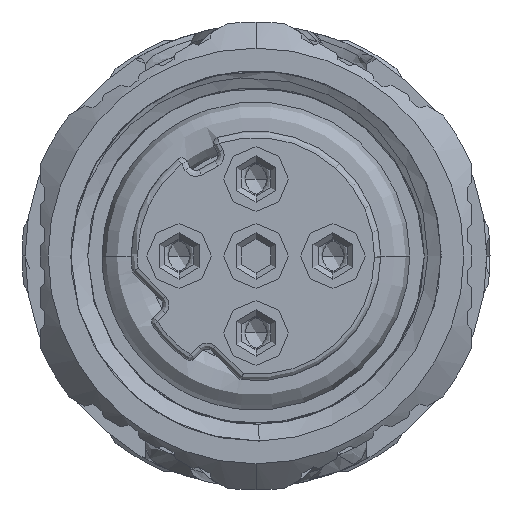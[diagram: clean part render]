
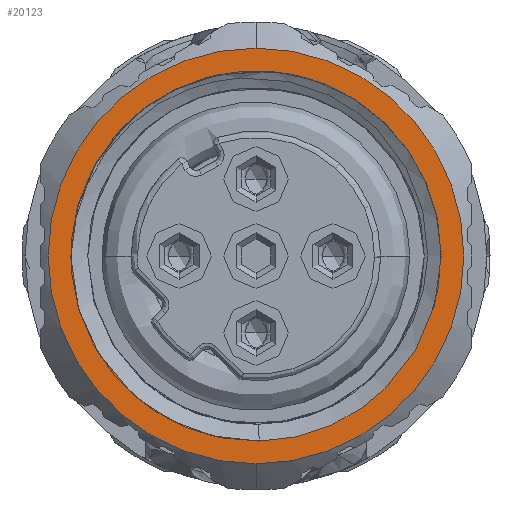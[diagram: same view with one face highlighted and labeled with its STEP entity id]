
A CAD part, front view. The second image highlights one B-rep face of the part: STEP entity #20123.
In plain terms, the highlighted planar face has unit normal (0, -1, 0).
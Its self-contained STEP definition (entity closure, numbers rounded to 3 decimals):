
#2191=CARTESIAN_POINT('',(0.,-127.2,0.));
#2192=DIRECTION('',(0.,1.,0.));
#2193=DIRECTION('',(0.,0.,-1.));
#2194=AXIS2_PLACEMENT_3D('',#2191,#2192,#2193);
#2196=CARTESIAN_POINT('',(0.,-127.2,0.));
#2197=DIRECTION('',(0.,1.,0.));
#2198=DIRECTION('',(0.,0.,1.));
#2199=AXIS2_PLACEMENT_3D('',#2196,#2197,#2198);
#2201=CARTESIAN_POINT('',(0.102,-127.2,
-6.012));
#2202=CARTESIAN_POINT('',(0.554,-127.2,
-6.004));
#2203=CARTESIAN_POINT('',(1.432,-127.2,
-5.894));
#2204=CARTESIAN_POINT('',(2.705,-127.2,
-5.428));
#2205=CARTESIAN_POINT('',(3.826,-127.2,
-4.705));
#2206=CARTESIAN_POINT('',(4.762,-127.2,
-3.754));
#2207=CARTESIAN_POINT('',(5.469,-127.2,
-2.621));
#2208=CARTESIAN_POINT('',(5.913,-127.2,
-1.347));
#2209=CARTESIAN_POINT('',(6.015,-127.2,
-0.458));
#2210=CARTESIAN_POINT('',(6.015,-127.2,
0.));
#2212=CARTESIAN_POINT('',(6.015,-127.2,
0.));
#2213=CARTESIAN_POINT('',(6.015,-127.2,
0.457));
#2214=CARTESIAN_POINT('',(5.914,-127.2,1.345));
#2215=CARTESIAN_POINT('',(5.466,-127.2,2.632));
#2216=CARTESIAN_POINT('',(4.741,-127.2,3.782));
#2217=CARTESIAN_POINT('',(3.796,-127.2,4.73));
#2218=CARTESIAN_POINT('',(2.649,-127.2,5.457));
#2219=CARTESIAN_POINT('',(1.367,-127.2,5.91));
#2220=CARTESIAN_POINT('',(0.019,-127.2,
6.066));
#2221=CARTESIAN_POINT('',(-1.329,-127.2,
5.918));
#2222=CARTESIAN_POINT('',(-2.61,-127.2,
5.475));
#2223=CARTESIAN_POINT('',(-3.761,-127.2,
4.758));
#2224=CARTESIAN_POINT('',(-4.718,-127.2,
3.812));
#2225=CARTESIAN_POINT('',(-5.456,-127.2,
2.654));
#2226=CARTESIAN_POINT('',(-5.916,-127.201,
1.347));
#2227=CARTESIAN_POINT('',(-6.012,-127.198,
0.451));
#2228=CARTESIAN_POINT('',(-6.011,-127.198,
-0.006));
#2910=CARTESIAN_POINT('',(0.102,-127.2,
-6.012));
#2911=CARTESIAN_POINT('',(-0.355,-127.2,
-6.019));
#2912=CARTESIAN_POINT('',(-1.244,-127.2,
-5.931));
#2913=CARTESIAN_POINT('',(-2.538,-127.2,
-5.505));
#2914=CARTESIAN_POINT('',(-3.7,-127.2,
-4.801));
#2915=CARTESIAN_POINT('',(-4.678,-127.2,
-3.855));
#2916=CARTESIAN_POINT('',(-5.419,-127.2,
-2.716));
#2917=CARTESIAN_POINT('',(-5.888,-127.2,
-1.436));
#2918=CARTESIAN_POINT('',(-6.003,-127.2,
-0.549));
#2919=CARTESIAN_POINT('',(-6.01,-127.2,
-0.093));
#2921=CARTESIAN_POINT('',(-6.01,-127.2,
-0.093));
#2922=CARTESIAN_POINT('',(-6.01,-127.2,
-0.082));
#2923=CARTESIAN_POINT('',(-6.011,-127.2,
-0.063));
#2924=CARTESIAN_POINT('',(-6.01,-127.201,
-0.029));
#2925=CARTESIAN_POINT('',(-6.011,-127.198,
-0.015));
#2926=CARTESIAN_POINT('',(-6.011,-127.198,
-0.006));
#15782=CARTESIAN_POINT('',(0.,-127.2,6.75));
#15783=VERTEX_POINT('',#15782);
#15784=CARTESIAN_POINT('',(0.,-127.2,-6.75));
#15785=VERTEX_POINT('',#15784);
#15864=VERTEX_POINT('',#2212);
#15865=VERTEX_POINT('',#2228);
#15866=VERTEX_POINT('',#2201);
#15867=VERTEX_POINT('',#2921);
#20104=CARTESIAN_POINT('',(0.,-127.2,0.));
#20105=DIRECTION('',(0.,-1.,0.));
#20106=DIRECTION('',(-1.,0.,0.));
#20107=AXIS2_PLACEMENT_3D('',#20104,#20105,#20106);
#20108=PLANE('',#20107);
#20109=ORIENTED_EDGE('',*,*,#18921,.T.);
#20110=ORIENTED_EDGE('',*,*,#19450,.T.);
#20111=EDGE_LOOP('',(#20109,#20110));
#20112=FACE_OUTER_BOUND('',#20111,.F.);
#20114=ORIENTED_EDGE('',*,*,#20113,.T.);
#20116=ORIENTED_EDGE('',*,*,#20115,.T.);
#20118=ORIENTED_EDGE('',*,*,#20117,.F.);
#20120=ORIENTED_EDGE('',*,*,#20119,.F.);
#20121=EDGE_LOOP('',(#20114,#20116,#20118,#20120));
#20122=FACE_BOUND('',#20121,.F.);
#20123=ADVANCED_FACE('',(#20112,#20122),#20108,.T.);
#2195=CIRCLE('',#2194,6.75);
#2200=CIRCLE('',#2199,6.75);
#2211=B_SPLINE_CURVE_WITH_KNOTS('',3,(#2201,#2202,#2203,#2204,#2205,#2206,#2207,
#2208,#2209,#2210),.UNSPECIFIED.,.F.,.F.,(4,1,1,1,1,1,1,4),(0.,
0.143,0.286,0.429,0.571,
0.714,0.857,1.),.UNSPECIFIED.);
#2229=B_SPLINE_CURVE_WITH_KNOTS('',3,(#2212,#2213,#2214,#2215,#2216,#2217,#2218,
#2219,#2220,#2221,#2222,#2223,#2224,#2225,#2226,#2227,#2228),.UNSPECIFIED.,.F.,
.F.,(4,1,1,1,1,1,1,1,1,1,1,1,1,1,4),(0.,0.071,0.143,
0.214,0.286,0.357,0.429,0.5,
0.571,0.643,0.714,0.786,
0.857,0.929,1.),.UNSPECIFIED.);
#2920=B_SPLINE_CURVE_WITH_KNOTS('',3,(#2910,#2911,#2912,#2913,#2914,#2915,#2916,
#2917,#2918,#2919),.UNSPECIFIED.,.F.,.F.,(4,1,1,1,1,1,1,4),(0.,
0.143,0.286,0.429,0.571,
0.714,0.857,1.),.UNSPECIFIED.);
#2927=B_SPLINE_CURVE_WITH_KNOTS('',3,(#2921,#2922,#2923,#2924,#2925,#2926),
.UNSPECIFIED.,.F.,.F.,(4,1,1,4),(0.,0.333,0.667,1.),
.UNSPECIFIED.);
#18921=EDGE_CURVE('',#15785,#15783,#2195,.T.);
#19450=EDGE_CURVE('',#15783,#15785,#2200,.T.);
#20113=EDGE_CURVE('',#15866,#15864,#2211,.T.);
#20115=EDGE_CURVE('',#15864,#15865,#2229,.T.);
#20117=EDGE_CURVE('',#15867,#15865,#2927,.T.);
#20119=EDGE_CURVE('',#15866,#15867,#2920,.T.);
